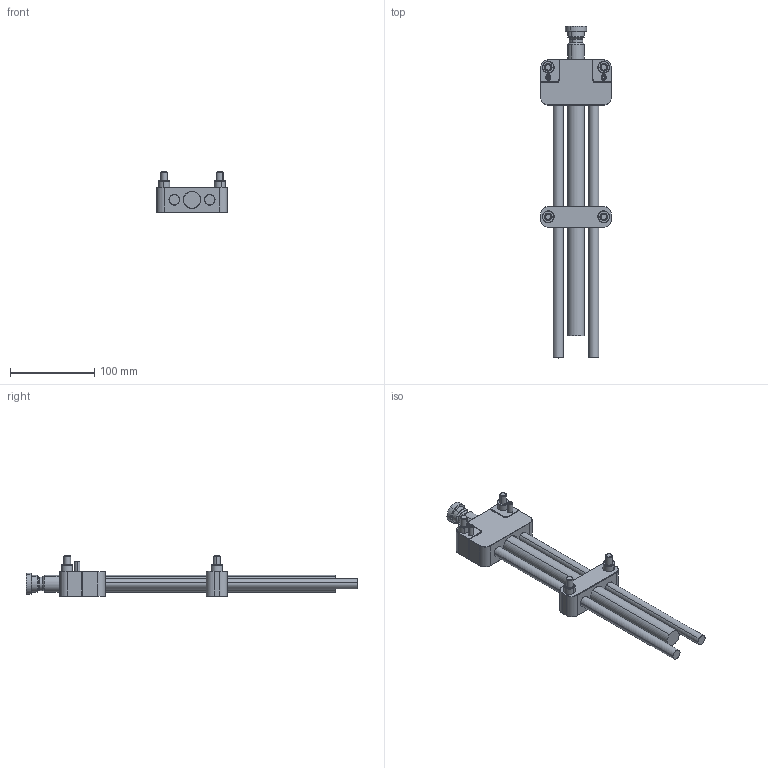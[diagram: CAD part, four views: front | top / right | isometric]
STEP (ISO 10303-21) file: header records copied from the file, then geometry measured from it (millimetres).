
FILE_DESCRIPTION (( 'STEP AP214' ), '1' );
FILE_NAME ('EZ200812.STEP', '2023-12-14T11:45:39', ( '' ), ( '' ), 'SwSTEP 2.0', 'SolidWorks 2021', '' );
FILE_SCHEMA (( 'AUTOMOTIVE_DESIGN' ));
Length unit declared in the file: millimetre
Products named in the file (19): EX200800-H; EZ200812-I; EX200800-E; 3MUELLE-EX20_comprimida; EX200800-D; EX200800-B; EX200800-F; 3CASQ-EX20; EX200800-C; EZ200812; 1DIN9121050_DIN 912 M10 x 50 --- 50C; 3CASQ-EZ20; 1DIN912840_DIN 912 M8 x 40 --- 40C; 1BOLA-D3; IMANØ5X2; EZ200812-A; EZ200812-J; ZBS025; 1DIN7979620_ISO 8735-6x20-A-St
Assembly tree (33 placements, depth 2):
  EZ200812
    EZ200812-A
    EX200800-B
    EX200800-C
    EX200800-D  x2
    EX200800-E
    EX200800-F  x2
    EX200800-H
    EZ200812-I
    EZ200812-J  x2
    3CASQ-EX20  x2
    3CASQ-EZ20  x2
    ZBS025  x4
    IMANØ5X2  x2
    1DIN7979620_ISO 8735-6x20-A-St  x2
    1DIN912840_DIN 912 M8 x 40 --- 40C  x4
    1BOLA-D3  x2
    1DIN9121050_DIN 912 M10 x 50 --- 50C
    3MUELLE-EX20_comprimida  x2
Bounding box: 84 x 394 x 48.5 mm (x, y, z)
Volume: 345131.1 mm3; surface area: 126516.8 mm2
Topology: 37 solids, 37 shells, 981 faces, 2167 edges, 1276 vertices
Faces by surface type: plane 334, cone 262, cylinder 255, torus 110, bspline 12, sphere 8
Entity records: 24499 total; most frequent: CARTESIAN_POINT 8501, DIRECTION 3356, ORIENTED_EDGE 2940, EDGE_CURVE 1470, AXIS2_PLACEMENT_3D 1310, VERTEX_POINT 873, LINE 736, VECTOR 736
